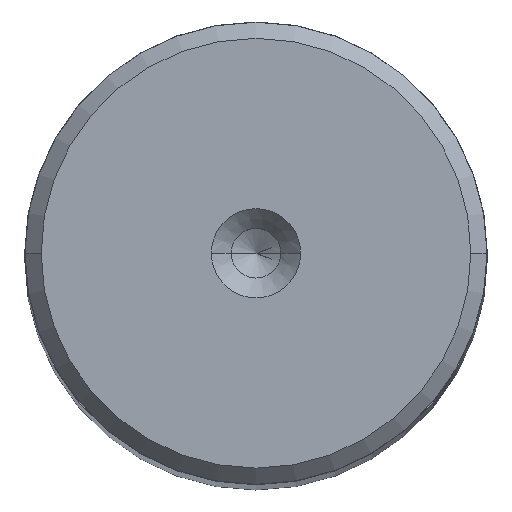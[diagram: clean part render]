
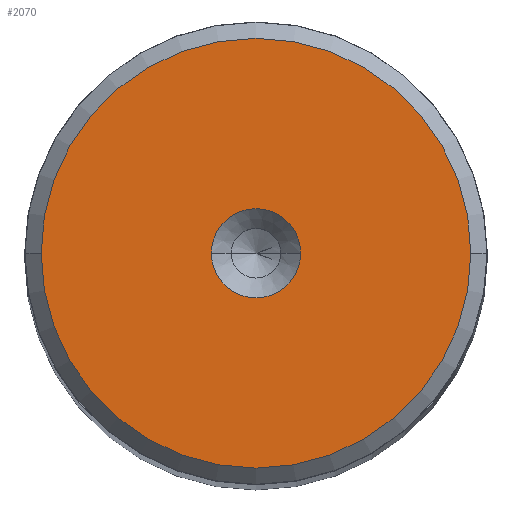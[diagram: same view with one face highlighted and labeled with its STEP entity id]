
A CAD part, top view. The second image highlights one B-rep face of the part: STEP entity #2070.
In plain terms, the highlighted planar face has unit normal (0, 0, 1).
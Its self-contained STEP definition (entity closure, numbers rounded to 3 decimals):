
#7 = ORIENTED_EDGE ( 'NONE', *, *, #1620, .F. ) ;
#28 = CIRCLE ( 'NONE', #220, 13.012 ) ;
#40 = FACE_BOUND ( 'NONE', #60, .T. ) ;
#48 = AXIS2_PLACEMENT_3D ( 'NONE', #49, #984, #970 ) ;
#49 = CARTESIAN_POINT ( 'NONE',  ( 0., 0., 190. ) ) ;
#52 = EDGE_CURVE ( 'NONE', #725, #2264, #822, .T. ) ;
#60 = EDGE_LOOP ( 'NONE', ( #7, #445 ) ) ;
#98 = VERTEX_POINT ( 'NONE', #1857 ) ;
#144 = CARTESIAN_POINT ( 'NONE',  ( 0., 0., 190. ) ) ;
#212 = CARTESIAN_POINT ( 'NONE',  ( 0., 0., 190. ) ) ;
#220 = AXIS2_PLACEMENT_3D ( 'NONE', #212, #2297, #1344 ) ;
#286 = AXIS2_PLACEMENT_3D ( 'NONE', #983, #1379, #1001 ) ;
#340 = DIRECTION ( 'NONE',  ( 0., 0., 1. ) ) ;
#393 = DIRECTION ( 'NONE',  ( 0., 0., 1. ) ) ;
#399 = ORIENTED_EDGE ( 'NONE', *, *, #528, .T. ) ;
#444 = EDGE_CURVE ( 'NONE', #1338, #98, #626, .T. ) ;
#445 = ORIENTED_EDGE ( 'NONE', *, *, #444, .F. ) ;
#482 = AXIS2_PLACEMENT_3D ( 'NONE', #1526, #393, #1728 ) ;
#528 = EDGE_CURVE ( 'NONE', #2264, #725, #28, .T. ) ;
#626 = CIRCLE ( 'NONE', #482, 2.7 ) ;
#725 = VERTEX_POINT ( 'NONE', #2416 ) ;
#740 = CIRCLE ( 'NONE', #48, 2.7 ) ;
#750 = EDGE_LOOP ( 'NONE', ( #399, #2343 ) ) ;
#822 = CIRCLE ( 'NONE', #1404, 13.012 ) ;
#970 = DIRECTION ( 'NONE',  ( 1., 0., 0. ) ) ;
#981 = FACE_OUTER_BOUND ( 'NONE', #750, .T. ) ;
#983 = CARTESIAN_POINT ( 'NONE',  ( 0., 0., 190. ) ) ;
#984 = DIRECTION ( 'NONE',  ( 0., 0., 1. ) ) ;
#1001 = DIRECTION ( 'NONE',  ( 1., 0., 0. ) ) ;
#1338 = VERTEX_POINT ( 'NONE', #1802 ) ;
#1344 = DIRECTION ( 'NONE',  ( 1., 0., 0. ) ) ;
#1379 = DIRECTION ( 'NONE',  ( 0., 0., 1. ) ) ;
#1404 = AXIS2_PLACEMENT_3D ( 'NONE', #144, #340, #1659 ) ;
#1410 = CARTESIAN_POINT ( 'NONE',  ( -13.012, 0., 190. ) ) ;
#1526 = CARTESIAN_POINT ( 'NONE',  ( 0., 0., 190. ) ) ;
#1620 = EDGE_CURVE ( 'NONE', #98, #1338, #740, .T. ) ;
#1659 = DIRECTION ( 'NONE',  ( 1., 0., 0. ) ) ;
#1728 = DIRECTION ( 'NONE',  ( 1., 0., 0. ) ) ;
#1802 = CARTESIAN_POINT ( 'NONE',  ( -2.7, 0., 190. ) ) ;
#1857 = CARTESIAN_POINT ( 'NONE',  ( 2.7, 0., 190. ) ) ;
#2070 = ADVANCED_FACE ( 'NONE', ( #40, #981 ), #2158, .T. ) ;
#2158 = PLANE ( 'NONE',  #286 ) ;
#2264 = VERTEX_POINT ( 'NONE', #1410 ) ;
#2297 = DIRECTION ( 'NONE',  ( 0., 0., 1. ) ) ;
#2343 = ORIENTED_EDGE ( 'NONE', *, *, #52, .T. ) ;
#2416 = CARTESIAN_POINT ( 'NONE',  ( 13.012, 0., 190. ) ) ;
